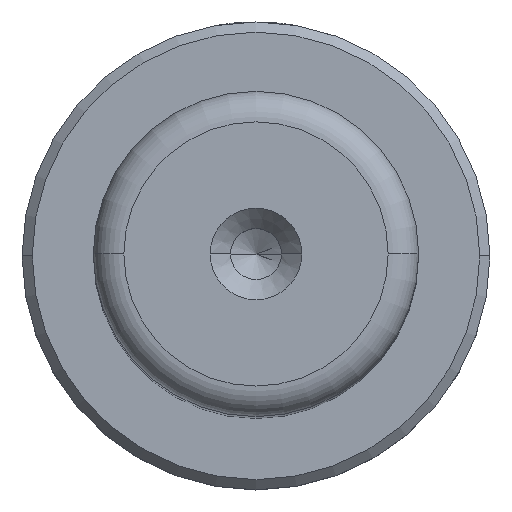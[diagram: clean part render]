
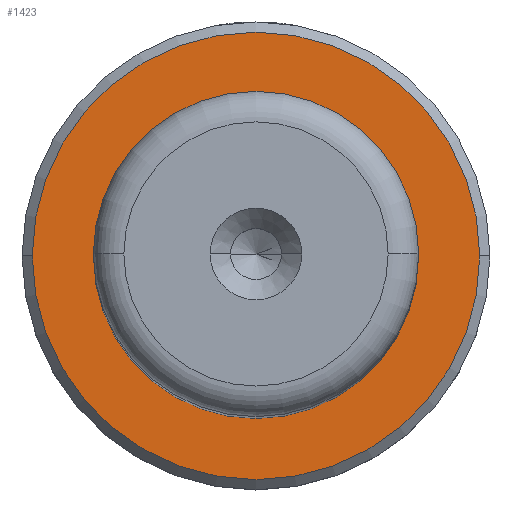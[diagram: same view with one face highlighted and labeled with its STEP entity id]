
A CAD part, top view. The second image highlights one B-rep face of the part: STEP entity #1423.
In plain terms, the highlighted planar face has unit normal (0, 0, 1).
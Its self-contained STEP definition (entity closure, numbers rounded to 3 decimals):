
#121 = DIRECTION ( 'NONE',  ( 1., 0., 0. ) ) ;
#147 = CIRCLE ( 'NONE', #1335, 11. ) ;
#154 = ORIENTED_EDGE ( 'NONE', *, *, #1212, .T. ) ;
#204 = DIRECTION ( 'NONE',  ( 0., 0., -1. ) ) ;
#262 = FACE_BOUND ( 'NONE', #1499, .T. ) ;
#456 = CARTESIAN_POINT ( 'NONE',  ( 7.495, 0., 15. ) ) ;
#641 = CARTESIAN_POINT ( 'NONE',  ( 0., 0., 15. ) ) ;
#682 = EDGE_CURVE ( 'NONE', #1940, #1095, #1833, .T. ) ;
#755 = CARTESIAN_POINT ( 'NONE',  ( 0., 0., 15. ) ) ;
#762 = CARTESIAN_POINT ( 'NONE',  ( 0., 0., 15. ) ) ;
#779 = CIRCLE ( 'NONE', #781, 7.495 ) ;
#781 = AXIS2_PLACEMENT_3D ( 'NONE', #755, #1871, #908 ) ;
#801 = DIRECTION ( 'NONE',  ( 1., 0., 0. ) ) ;
#839 = CARTESIAN_POINT ( 'NONE',  ( 0., 0., 15. ) ) ;
#884 = EDGE_LOOP ( 'NONE', ( #1907, #154 ) ) ;
#908 = DIRECTION ( 'NONE',  ( -1., 0., 0. ) ) ;
#991 = DIRECTION ( 'NONE',  ( 1., 0., 0. ) ) ;
#1075 = DIRECTION ( 'NONE',  ( 0., 0., 1. ) ) ;
#1092 = FACE_OUTER_BOUND ( 'NONE', #884, .T. ) ;
#1095 = VERTEX_POINT ( 'NONE', #1956 ) ;
#1146 = CARTESIAN_POINT ( 'NONE',  ( 0., 0., 15. ) ) ;
#1212 = EDGE_CURVE ( 'NONE', #1552, #1795, #147, .T. ) ;
#1306 = DIRECTION ( 'NONE',  ( -1., 0., 0. ) ) ;
#1310 = AXIS2_PLACEMENT_3D ( 'NONE', #762, #1075, #121 ) ;
#1335 = AXIS2_PLACEMENT_3D ( 'NONE', #839, #1957, #991 ) ;
#1383 = EDGE_CURVE ( 'NONE', #1095, #1940, #779, .T. ) ;
#1423 = ADVANCED_FACE ( 'NONE', ( #1092, #262 ), #1545, .T. ) ;
#1499 = EDGE_LOOP ( 'NONE', ( #1953, #1903 ) ) ;
#1533 = CARTESIAN_POINT ( 'NONE',  ( -11., 0., 15. ) ) ;
#1545 = PLANE ( 'NONE',  #1310 ) ;
#1552 = VERTEX_POINT ( 'NONE', #1973 ) ;
#1653 = AXIS2_PLACEMENT_3D ( 'NONE', #1146, #204, #1306 ) ;
#1656 = AXIS2_PLACEMENT_3D ( 'NONE', #641, #1747, #801 ) ;
#1747 = DIRECTION ( 'NONE',  ( 0., 0., 1. ) ) ;
#1795 = VERTEX_POINT ( 'NONE', #1533 ) ;
#1833 = CIRCLE ( 'NONE', #1653, 7.495 ) ;
#1871 = DIRECTION ( 'NONE',  ( 0., 0., -1. ) ) ;
#1890 = CIRCLE ( 'NONE', #1656, 11. ) ;
#1903 = ORIENTED_EDGE ( 'NONE', *, *, #682, .T. ) ;
#1907 = ORIENTED_EDGE ( 'NONE', *, *, #2014, .T. ) ;
#1940 = VERTEX_POINT ( 'NONE', #456 ) ;
#1953 = ORIENTED_EDGE ( 'NONE', *, *, #1383, .T. ) ;
#1956 = CARTESIAN_POINT ( 'NONE',  ( -7.495, 0., 15. ) ) ;
#1957 = DIRECTION ( 'NONE',  ( 0., 0., 1. ) ) ;
#1973 = CARTESIAN_POINT ( 'NONE',  ( 11., 0., 15. ) ) ;
#2014 = EDGE_CURVE ( 'NONE', #1795, #1552, #1890, .T. ) ;
